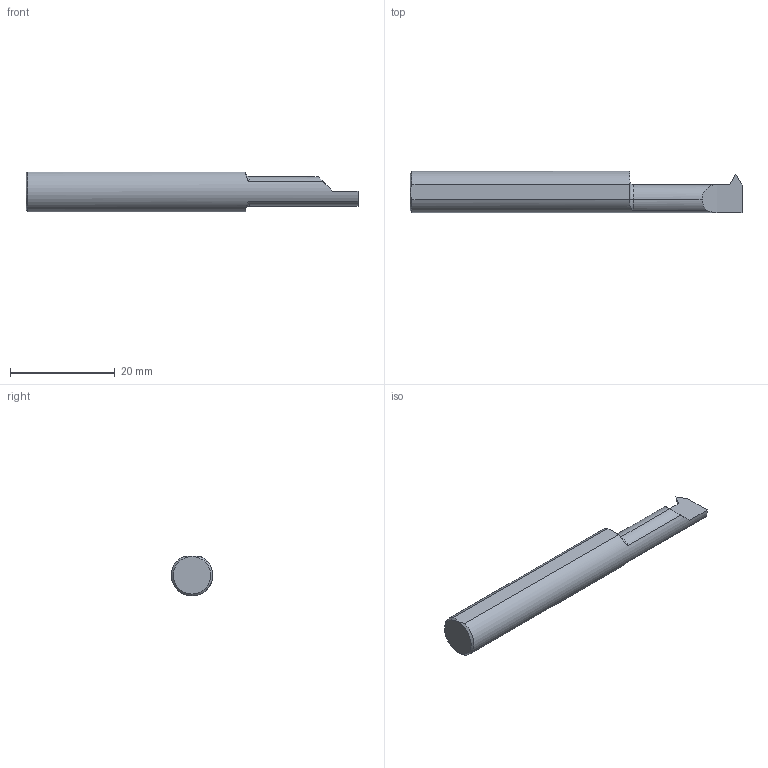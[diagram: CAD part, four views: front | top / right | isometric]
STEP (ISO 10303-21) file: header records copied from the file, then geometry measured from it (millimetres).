
FILE_DESCRIPTION (( 'STEP AP203' ), '1' );
FILE_NAME ('230328-TT290750.STEP', '2025-04-22T22:59:45', ( '' ), ( '' ), 'SwSTEP 2.0', 'SolidWorks 2024', '' );
FILE_SCHEMA (( 'CONFIG_CONTROL_DESIGN' ));
Length unit declared in the file: inch
Products named in the file (1): 230328-TT290750
Bounding box: 63.5 x 7.93 x 7.65 mm (x, y, z)
Volume: 2506 mm3; surface area: 1491.4 mm2
Topology: 1 solids, 1 shells, 28 faces, 71 edges, 46 vertices
Faces by surface type: plane 19, cylinder 4, torus 3, cone 2
Entity records: 947 total; most frequent: CARTESIAN_POINT 198, ORIENTED_EDGE 142, DIRECTION 138, EDGE_CURVE 71, AXIS2_PLACEMENT_3D 48, VERTEX_POINT 46, VECTOR 42, LINE 42
